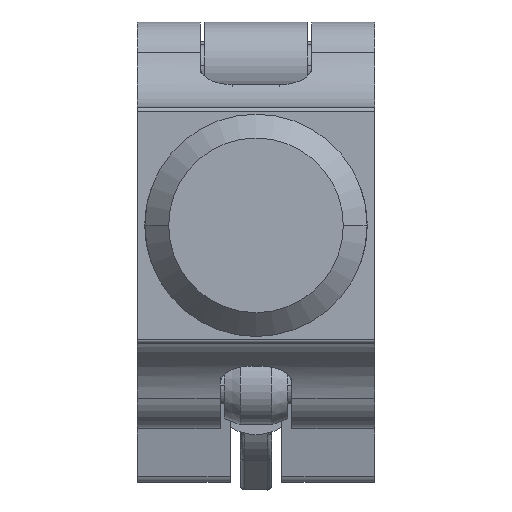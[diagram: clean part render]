
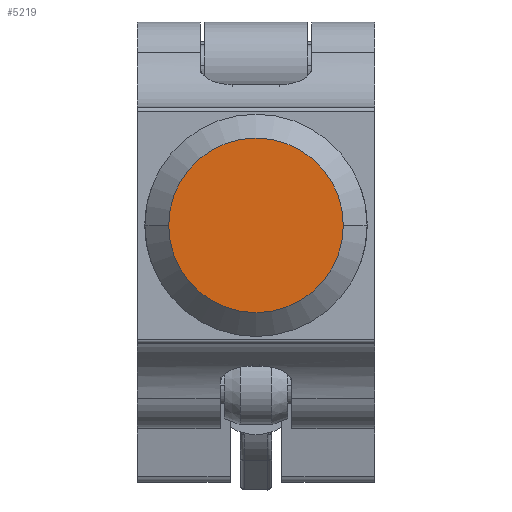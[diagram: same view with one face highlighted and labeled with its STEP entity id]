
A CAD part, front view. The second image highlights one B-rep face of the part: STEP entity #5219.
In plain terms, the highlighted planar face has unit normal (0, -1, 0).
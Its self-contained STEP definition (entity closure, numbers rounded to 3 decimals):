
#88 = DIRECTION ( 'NONE',  ( 0., -1., 0. ) ) ;
#2111 = EDGE_CURVE ( 'NONE', #18172, #20324, #12892, .T. ) ;
#2906 = PLANE ( 'NONE',  #20526 ) ;
#3051 = CARTESIAN_POINT ( 'NONE',  ( 11., 0., 0. ) ) ;
#3088 = DIRECTION ( 'NONE',  ( 0., 0., -1. ) ) ;
#4055 = DIRECTION ( 'NONE',  ( 0., 0., -1. ) ) ;
#4740 = AXIS2_PLACEMENT_3D ( 'NONE', #16105, #5713, #4055 ) ;
#5219 = ADVANCED_FACE ( 'NONE', ( #21455 ), #2906, .T. ) ;
#5713 = DIRECTION ( 'NONE',  ( 0., -1., 0. ) ) ;
#6337 = CARTESIAN_POINT ( 'NONE',  ( 0., 0., 0. ) ) ;
#6549 = EDGE_CURVE ( 'NONE', #20324, #18172, #21127, .T. ) ;
#7236 = AXIS2_PLACEMENT_3D ( 'NONE', #6337, #88, #3088 ) ;
#10373 = ORIENTED_EDGE ( 'NONE', *, *, #2111, .T. ) ;
#12084 = DIRECTION ( 'NONE',  ( 0., 0., -1. ) ) ;
#12892 = CIRCLE ( 'NONE', #7236, 11. ) ;
#12970 = CARTESIAN_POINT ( 'NONE',  ( 0., 0., -11. ) ) ;
#13036 = ORIENTED_EDGE ( 'NONE', *, *, #6549, .T. ) ;
#16105 = CARTESIAN_POINT ( 'NONE',  ( 0., 0., 0. ) ) ;
#18172 = VERTEX_POINT ( 'NONE', #20002 ) ;
#19065 = DIRECTION ( 'NONE',  ( 0., -1., 0. ) ) ;
#20002 = CARTESIAN_POINT ( 'NONE',  ( 0., 0., 11. ) ) ;
#20324 = VERTEX_POINT ( 'NONE', #12970 ) ;
#20526 = AXIS2_PLACEMENT_3D ( 'NONE', #3051, #19065, #12084 ) ;
#20747 = EDGE_LOOP ( 'NONE', ( #10373, #13036 ) ) ;
#21127 = CIRCLE ( 'NONE', #4740, 11. ) ;
#21455 = FACE_OUTER_BOUND ( 'NONE', #20747, .T. ) ;
